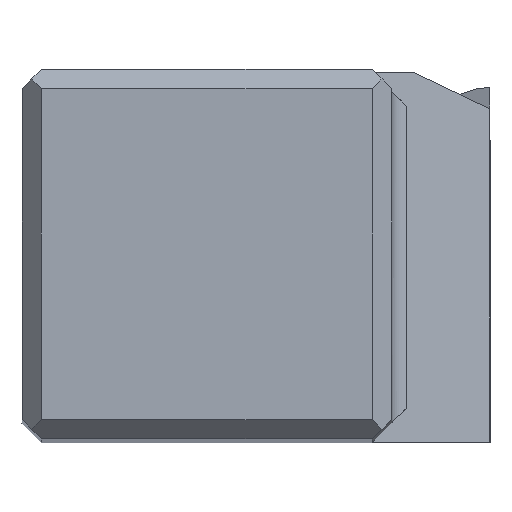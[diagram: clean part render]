
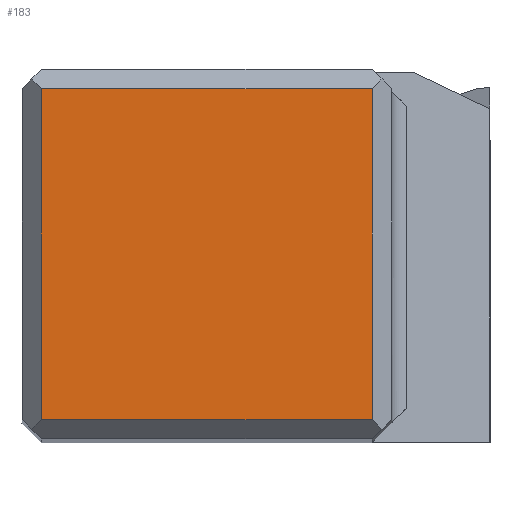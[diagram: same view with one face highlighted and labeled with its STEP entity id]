
A CAD part, top view. The second image highlights one B-rep face of the part: STEP entity #183.
In plain terms, the highlighted planar face has unit normal (0, 0, 1).
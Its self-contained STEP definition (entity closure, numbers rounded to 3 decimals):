
#183=ADVANCED_FACE('',(#285),#248,.T.);
#248=PLANE('',#1416);
#285=FACE_OUTER_BOUND('',#354,.T.);
#354=EDGE_LOOP('',(#587,#588,#589,#590));
#587=ORIENTED_EDGE('',*,*,#966,.F.);
#588=ORIENTED_EDGE('',*,*,#975,.F.);
#589=ORIENTED_EDGE('',*,*,#984,.F.);
#590=ORIENTED_EDGE('',*,*,#890,.F.);
#768=VERTEX_POINT('',#1890);
#769=VERTEX_POINT('',#1892);
#820=VERTEX_POINT('',#2049);
#825=VERTEX_POINT('',#2066);
#890=EDGE_CURVE('',#768,#769,#1074,.T.);
#966=EDGE_CURVE('',#820,#768,#1135,.T.);
#975=EDGE_CURVE('',#825,#820,#1143,.T.);
#984=EDGE_CURVE('',#769,#825,#1152,.T.);
#1074=LINE('',#1891,#1190);
#1135=LINE('',#2050,#1251);
#1143=LINE('',#2067,#1259);
#1152=LINE('',#2083,#1268);
#1190=VECTOR('',#1519,1.);
#1251=VECTOR('',#1656,1.);
#1259=VECTOR('',#1672,1.);
#1268=VECTOR('',#1689,1.);
#1416=AXIS2_PLACEMENT_3D('',#2085,#1692,#1693);
#1519=DIRECTION('',(-1.,0.,0.));
#1656=DIRECTION('',(0.,-1.,0.));
#1672=DIRECTION('',(1.,0.,0.));
#1689=DIRECTION('',(0.,1.,0.));
#1692=DIRECTION('',(0.,0.,1.));
#1693=DIRECTION('',(1.,0.,0.));
#1890=CARTESIAN_POINT('',(18.05,1.,0.));
#1891=CARTESIAN_POINT('',(18.05,1.,0.));
#1892=CARTESIAN_POINT('',(1.,1.,0.));
#2049=CARTESIAN_POINT('',(18.05,18.05,0.));
#2050=CARTESIAN_POINT('',(18.05,18.05,0.));
#2066=CARTESIAN_POINT('',(1.,18.05,0.));
#2067=CARTESIAN_POINT('',(1.,18.05,0.));
#2083=CARTESIAN_POINT('',(1.,1.,0.));
#2085=CARTESIAN_POINT('',(9.525,9.525,0.));
